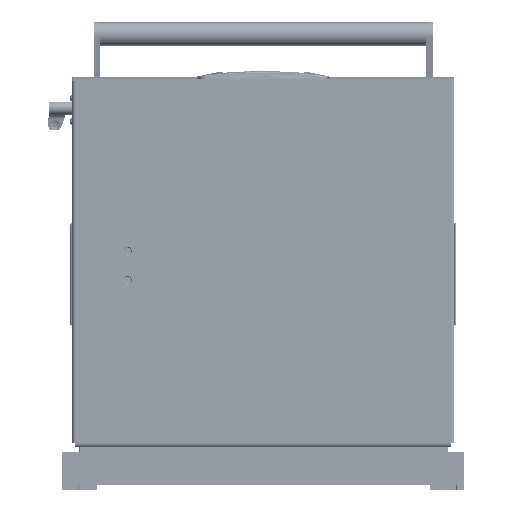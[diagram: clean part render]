
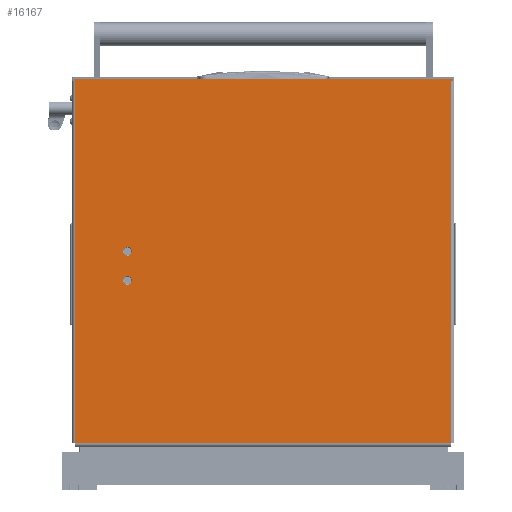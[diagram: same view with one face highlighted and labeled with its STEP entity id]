
A CAD part, front view. The second image highlights one B-rep face of the part: STEP entity #16167.
In plain terms, the highlighted face is planar.
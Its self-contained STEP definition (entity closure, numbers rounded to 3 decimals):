
#420 = AXIS2_PLACEMENT_3D ( 'NONE', #42856, #90190, #6812 ) ;
#3199 = VECTOR ( 'NONE', #75020, 1000. ) ;
#4186 = CARTESIAN_POINT ( 'NONE',  ( 0., -4., 0. ) ) ;
#4453 = FACE_OUTER_BOUND ( 'NONE', #38377, .T. ) ;
#4473 = CARTESIAN_POINT ( 'NONE',  ( 205., 389., 0. ) ) ;
#4563 = VERTEX_POINT ( 'NONE', #57164 ) ;
#6812 = DIRECTION ( 'NONE',  ( -1., 0., 0. ) ) ;
#8155 = LINE ( 'NONE', #71410, #13456 ) ;
#10454 = EDGE_CURVE ( 'NONE', #76865, #49543, #37245, .T. ) ;
#13361 = CARTESIAN_POINT ( 'NONE',  ( 205., 389., 0. ) ) ;
#13456 = VECTOR ( 'NONE', #59405, 1000. ) ;
#15656 = VERTEX_POINT ( 'NONE', #39884 ) ;
#16167 = ADVANCED_FACE ( 'NONE', ( #114272, #104597, #4453 ), #41267, .T. ) ;
#19069 = VECTOR ( 'NONE', #117838, 1000. ) ;
#19155 = EDGE_CURVE ( 'NONE', #37808, #131854, #149705, .T. ) ;
#20693 = LINE ( 'NONE', #70378, #89492 ) ;
#23939 = EDGE_CURVE ( 'NONE', #131854, #4563, #8155, .T. ) ;
#24551 = LINE ( 'NONE', #122319, #25416 ) ;
#25416 = VECTOR ( 'NONE', #123929, 1000. ) ;
#27156 = CARTESIAN_POINT ( 'NONE',  ( -2., 454., 0. ) ) ;
#28052 = ORIENTED_EDGE ( 'NONE', *, *, #61401, .T. ) ;
#29251 = ORIENTED_EDGE ( 'NONE', *, *, #78963, .F. ) ;
#35562 = ORIENTED_EDGE ( 'NONE', *, *, #10454, .F. ) ;
#36050 = CARTESIAN_POINT ( 'NONE',  ( 240., 389., 0. ) ) ;
#37245 = LINE ( 'NONE', #61321, #126636 ) ;
#37808 = VERTEX_POINT ( 'NONE', #106335 ) ;
#38377 = EDGE_LOOP ( 'NONE', ( #45968, #89500, #28052, #126365, #42485, #35562, #97968, #142889 ) ) ;
#39884 = CARTESIAN_POINT ( 'NONE',  ( 199.8, 389., 0. ) ) ;
#41005 = LINE ( 'NONE', #4186, #116371 ) ;
#41267 = PLANE ( 'NONE',  #420 ) ;
#42485 = ORIENTED_EDGE ( 'NONE', *, *, #150901, .F. ) ;
#42856 = CARTESIAN_POINT ( 'NONE',  ( 0., 452., 0. ) ) ;
#43949 = AXIS2_PLACEMENT_3D ( 'NONE', #4473, #53344, #50965 ) ;
#45100 = EDGE_LOOP ( 'NONE', ( #111572, #29251 ) ) ;
#45491 = DIRECTION ( 'NONE',  ( 1., 0., 0. ) ) ;
#45634 = LINE ( 'NONE', #56878, #19069 ) ;
#45968 = ORIENTED_EDGE ( 'NONE', *, *, #19155, .F. ) ;
#46872 = EDGE_CURVE ( 'NONE', #76303, #80468, #20693, .T. ) ;
#47824 = DIRECTION ( 'NONE',  ( -1., 0., 0. ) ) ;
#49477 = DIRECTION ( 'NONE',  ( 0., 0., -1. ) ) ;
#49543 = VERTEX_POINT ( 'NONE', #141066 ) ;
#49874 = AXIS2_PLACEMENT_3D ( 'NONE', #13361, #59880, #47824 ) ;
#50965 = DIRECTION ( 'NONE',  ( -1., 0., 0. ) ) ;
#53344 = DIRECTION ( 'NONE',  ( 0., 0., -1. ) ) ;
#53736 = ORIENTED_EDGE ( 'NONE', *, *, #73686, .F. ) ;
#53973 = CARTESIAN_POINT ( 'NONE',  ( 234.8, 389., 0. ) ) ;
#56878 = CARTESIAN_POINT ( 'NONE',  ( 0., -2., 0. ) ) ;
#57164 = CARTESIAN_POINT ( 'NONE',  ( 436., 0., 0. ) ) ;
#59405 = DIRECTION ( 'NONE',  ( 1., 0., 0. ) ) ;
#59661 = VERTEX_POINT ( 'NONE', #156453 ) ;
#59880 = DIRECTION ( 'NONE',  ( 0., 0., -1. ) ) ;
#61321 = CARTESIAN_POINT ( 'NONE',  ( 0., 452., 0. ) ) ;
#61401 = EDGE_CURVE ( 'NONE', #59661, #76303, #98290, .T. ) ;
#63080 = VECTOR ( 'NONE', #63081, 1000. ) ;
#63081 = DIRECTION ( 'NONE',  ( 0., 1., 0. ) ) ;
#63660 = CARTESIAN_POINT ( 'NONE',  ( 0., 0., 0. ) ) ;
#63863 = CARTESIAN_POINT ( 'NONE',  ( 0., -4., 0. ) ) ;
#68867 = EDGE_CURVE ( 'NONE', #76865, #4563, #24551, .T. ) ;
#70214 = CARTESIAN_POINT ( 'NONE',  ( 245.2, 389., 0. ) ) ;
#70378 = CARTESIAN_POINT ( 'NONE',  ( 0., 454., 0. ) ) ;
#70638 = VERTEX_POINT ( 'NONE', #70214 ) ;
#71410 = CARTESIAN_POINT ( 'NONE',  ( 0., 0., 0. ) ) ;
#72058 = CARTESIAN_POINT ( 'NONE',  ( 0., 454., 0. ) ) ;
#72333 = CIRCLE ( 'NONE', #90357, 5.2 ) ;
#73686 = EDGE_CURVE ( 'NONE', #103708, #70638, #72333, .T. ) ;
#75020 = DIRECTION ( 'NONE',  ( 0., 1., 0. ) ) ;
#76112 = DIRECTION ( 'NONE',  ( 0., 0., -1. ) ) ;
#76303 = VERTEX_POINT ( 'NONE', #27156 ) ;
#76621 = CARTESIAN_POINT ( 'NONE',  ( 436., 452., 0. ) ) ;
#76865 = VERTEX_POINT ( 'NONE', #76621 ) ;
#76918 = CARTESIAN_POINT ( 'NONE',  ( 210.2, 389., 0. ) ) ;
#78963 = EDGE_CURVE ( 'NONE', #107962, #15656, #113102, .T. ) ;
#80468 = VERTEX_POINT ( 'NONE', #72058 ) ;
#84954 = DIRECTION ( 'NONE',  ( -1., 0., 0. ) ) ;
#85443 = CARTESIAN_POINT ( 'NONE',  ( -2., -4., 0. ) ) ;
#87398 = EDGE_CURVE ( 'NONE', #70638, #103708, #136042, .T. ) ;
#89492 = VECTOR ( 'NONE', #45491, 1000. ) ;
#89500 = ORIENTED_EDGE ( 'NONE', *, *, #105759, .T. ) ;
#90190 = DIRECTION ( 'NONE',  ( 0., 0., -1. ) ) ;
#90357 = AXIS2_PLACEMENT_3D ( 'NONE', #36050, #76112, #84954 ) ;
#97968 = ORIENTED_EDGE ( 'NONE', *, *, #68867, .T. ) ;
#98290 = LINE ( 'NONE', #85443, #3199 ) ;
#103708 = VERTEX_POINT ( 'NONE', #53973 ) ;
#104597 = FACE_BOUND ( 'NONE', #111929, .T. ) ;
#105759 = EDGE_CURVE ( 'NONE', #37808, #59661, #45634, .T. ) ;
#106335 = CARTESIAN_POINT ( 'NONE',  ( 0., -2., 0. ) ) ;
#107962 = VERTEX_POINT ( 'NONE', #76918 ) ;
#111572 = ORIENTED_EDGE ( 'NONE', *, *, #135415, .F. ) ;
#111929 = EDGE_LOOP ( 'NONE', ( #53736, #132450 ) ) ;
#112783 = DIRECTION ( 'NONE',  ( -1., 0., 0. ) ) ;
#113102 = CIRCLE ( 'NONE', #43949, 5.2 ) ;
#114272 = FACE_BOUND ( 'NONE', #45100, .T. ) ;
#116371 = VECTOR ( 'NONE', #124455, 1000. ) ;
#117838 = DIRECTION ( 'NONE',  ( -1., 0., 0. ) ) ;
#119017 = CIRCLE ( 'NONE', #49874, 5.2 ) ;
#122319 = CARTESIAN_POINT ( 'NONE',  ( 436., 452., 0. ) ) ;
#122425 = CARTESIAN_POINT ( 'NONE',  ( 240., 389., 0. ) ) ;
#123929 = DIRECTION ( 'NONE',  ( 0., -1., 0. ) ) ;
#124455 = DIRECTION ( 'NONE',  ( 0., 1., 0. ) ) ;
#126365 = ORIENTED_EDGE ( 'NONE', *, *, #46872, .T. ) ;
#126636 = VECTOR ( 'NONE', #144777, 1000. ) ;
#131854 = VERTEX_POINT ( 'NONE', #63660 ) ;
#132450 = ORIENTED_EDGE ( 'NONE', *, *, #87398, .F. ) ;
#135415 = EDGE_CURVE ( 'NONE', #15656, #107962, #119017, .T. ) ;
#136042 = CIRCLE ( 'NONE', #143700, 5.2 ) ;
#141066 = CARTESIAN_POINT ( 'NONE',  ( 0., 452., 0. ) ) ;
#142889 = ORIENTED_EDGE ( 'NONE', *, *, #23939, .F. ) ;
#143700 = AXIS2_PLACEMENT_3D ( 'NONE', #122425, #49477, #112783 ) ;
#144777 = DIRECTION ( 'NONE',  ( -1., 0., 0. ) ) ;
#149705 = LINE ( 'NONE', #63863, #63080 ) ;
#150901 = EDGE_CURVE ( 'NONE', #49543, #80468, #41005, .T. ) ;
#156453 = CARTESIAN_POINT ( 'NONE',  ( -2., -2., 0. ) ) ;
